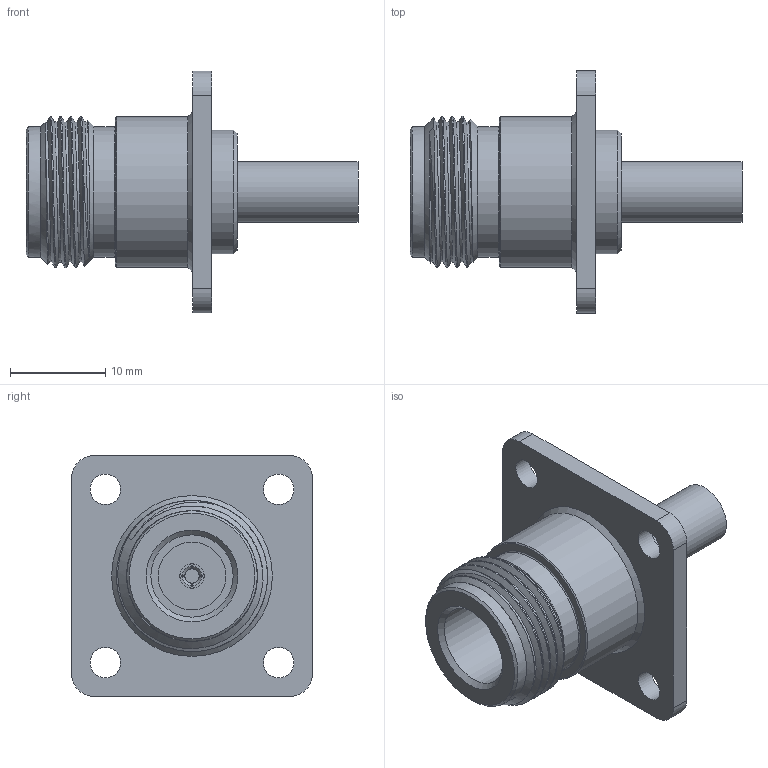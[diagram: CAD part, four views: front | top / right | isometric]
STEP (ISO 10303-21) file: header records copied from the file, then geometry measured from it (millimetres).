
FILE_DESCRIPTION (( 'STEP AP203' ), '1' );
FILE_NAME ('PE44069_3D.step', '2021-08-06T15:19:29', ( '' ), ( '' ), 'SwSTEP 2.0', 'SolidWorks 2021', '' );
FILE_SCHEMA (( 'CONFIG_CONTROL_DESIGN' ));
Length unit declared in the file: inch
Products named in the file (1): PE44069_3D
Bounding box: 34.88 x 25.4 x 25.4 mm (x, y, z)
Volume: 4314.9 mm3; surface area: 3604.9 mm2
Topology: 2 solids, 2 shells, 76 faces, 178 edges, 116 vertices
Faces by surface type: plane 30, cylinder 29, cone 13, bspline 3, torus 1
Full cylindrical faces by diameter (mm): 1.524 x1, 2.54 x1, 3.2 x5, 4.5 x1, 5.4 x1, 6.4 x1, 7.112 x1, 8.636 x1, 13 x1, 13.716 x2, 15.875 x1
Entity records: 4140 total; most frequent: CARTESIAN_POINT 2514, DIRECTION 304, ORIENTED_EDGE 294, EDGE_CURVE 147, AXIS2_PLACEMENT_3D 134, EDGE_LOOP 120, VERTEX_POINT 111, FACE_OUTER_BOUND 92
